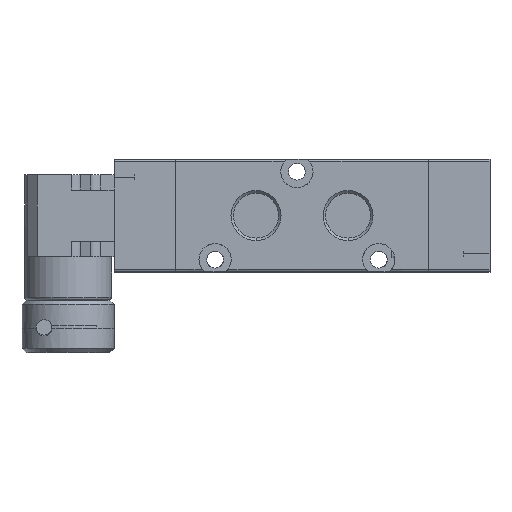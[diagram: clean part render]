
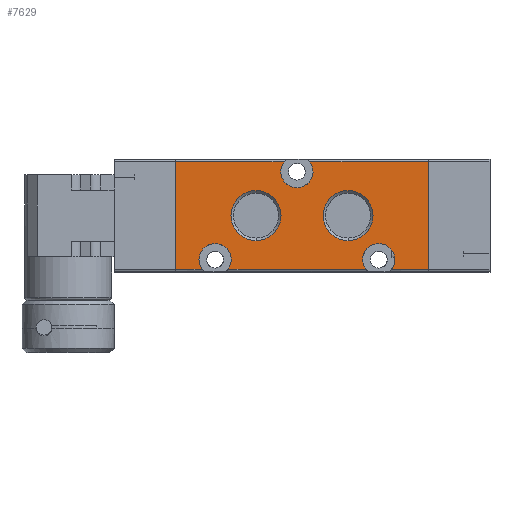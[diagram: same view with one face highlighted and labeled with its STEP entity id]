
A CAD part, top view. The second image highlights one B-rep face of the part: STEP entity #7629.
In plain terms, the highlighted planar face has unit normal (0, 0, 1).
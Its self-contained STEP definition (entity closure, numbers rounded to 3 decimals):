
#33 = DIRECTION ( 'NONE',  ( -1., 0., 0. ) ) ;
#82 = CARTESIAN_POINT ( 'NONE',  ( -23.579, 32.055, 28.156 ) ) ;
#90 = LINE ( 'NONE', #11828, #1931 ) ;
#92 = PLANE ( 'NONE',  #6088 ) ;
#158 = ORIENTED_EDGE ( 'NONE', *, *, #10253, .T. ) ;
#188 = DIRECTION ( 'NONE',  ( 0., -1., 0. ) ) ;
#216 = CARTESIAN_POINT ( 'NONE',  ( -23.579, 27.166, 28.156 ) ) ;
#231 = EDGE_CURVE ( 'NONE', #2170, #7013, #6573, .T. ) ;
#265 = CIRCLE ( 'NONE', #1163, 3.15 ) ;
#325 = AXIS2_PLACEMENT_3D ( 'NONE', #1798, #2803, #4644 ) ;
#417 = CARTESIAN_POINT ( 'NONE',  ( -41.579, 27.166, 28.156 ) ) ;
#418 = VERTEX_POINT ( 'NONE', #11854 ) ;
#660 = CARTESIAN_POINT ( 'NONE',  ( -31.066, 37.666, 28.156 ) ) ;
#663 = DIRECTION ( 'NONE',  ( 1., 0., 0. ) ) ;
#722 = ORIENTED_EDGE ( 'NONE', *, *, #11353, .T. ) ;
#824 = EDGE_LOOP ( 'NONE', ( #11713, #1049 ) ) ;
#851 = LINE ( 'NONE', #11955, #2561 ) ;
#882 = CARTESIAN_POINT ( 'NONE',  ( -57.329, 37.666, 28.156 ) ) ;
#961 = EDGE_CURVE ( 'NONE', #2748, #418, #10382, .T. ) ;
#971 = DIRECTION ( 'NONE',  ( 1., 0., 0. ) ) ;
#1049 = ORIENTED_EDGE ( 'NONE', *, *, #5810, .F. ) ;
#1163 = AXIS2_PLACEMENT_3D ( 'NONE', #11469, #3663, #663 ) ;
#1222 = DIRECTION ( 'NONE',  ( 0., 0., 1. ) ) ;
#1260 = VERTEX_POINT ( 'NONE', #8388 ) ;
#1488 = CARTESIAN_POINT ( 'NONE',  ( -51.619, 16.666, 28.156 ) ) ;
#1704 = VERTEX_POINT ( 'NONE', #660 ) ;
#1798 = CARTESIAN_POINT ( 'NONE',  ( -33.579, 35.766, 28.156 ) ) ;
#1913 = VERTEX_POINT ( 'NONE', #10688 ) ;
#1931 = VECTOR ( 'NONE', #971, 1000. ) ;
#1953 = CARTESIAN_POINT ( 'NONE',  ( -57.329, 37.666, 28.156 ) ) ;
#2012 = AXIS2_PLACEMENT_3D ( 'NONE', #7340, #2284, #7298 ) ;
#2049 = CARTESIAN_POINT ( 'NONE',  ( -57.329, 16.166, 28.156 ) ) ;
#2170 = VERTEX_POINT ( 'NONE', #8275 ) ;
#2258 = CARTESIAN_POINT ( 'NONE',  ( -57.329, 37.666, 28.156 ) ) ;
#2284 = DIRECTION ( 'NONE',  ( 0., 0., 1. ) ) ;
#2361 = ORIENTED_EDGE ( 'NONE', *, *, #961, .F. ) ;
#2400 = FACE_BOUND ( 'NONE', #10178, .T. ) ;
#2495 = AXIS2_PLACEMENT_3D ( 'NONE', #6805, #10766, #7790 ) ;
#2561 = VECTOR ( 'NONE', #10852, 1000. ) ;
#2585 = AXIS2_PLACEMENT_3D ( 'NONE', #10875, #6038, #188 ) ;
#2748 = VERTEX_POINT ( 'NONE', #11611 ) ;
#2803 = DIRECTION ( 'NONE',  ( 0., 0., -1. ) ) ;
#2823 = DIRECTION ( 'NONE',  ( 0., -1., 0. ) ) ;
#2843 = EDGE_CURVE ( 'NONE', #1704, #1260, #265, .T. ) ;
#3240 = AXIS2_PLACEMENT_3D ( 'NONE', #216, #6320, #5464 ) ;
#3314 = DIRECTION ( 'NONE',  ( 1., 0., 0. ) ) ;
#3453 = ORIENTED_EDGE ( 'NONE', *, *, #5543, .F. ) ;
#3602 = EDGE_LOOP ( 'NONE', ( #3989, #9427, #4025, #8292, #9324, #11322, #158, #10629, #9281, #722, #2361 ) ) ;
#3625 = DIRECTION ( 'NONE',  ( 0., 1., 0. ) ) ;
#3663 = DIRECTION ( 'NONE',  ( 0., 0., -1. ) ) ;
#3873 = VERTEX_POINT ( 'NONE', #11178 ) ;
#3963 = EDGE_CURVE ( 'NONE', #7118, #1704, #9167, .T. ) ;
#3989 = ORIENTED_EDGE ( 'NONE', *, *, #8874, .T. ) ;
#4025 = ORIENTED_EDGE ( 'NONE', *, *, #4257, .T. ) ;
#4054 = DIRECTION ( 'NONE',  ( 0., -1., 0. ) ) ;
#4068 = DIRECTION ( 'NONE',  ( 0., 0., -1. ) ) ;
#4257 = EDGE_CURVE ( 'NONE', #2170, #8390, #5113, .T. ) ;
#4367 = DIRECTION ( 'NONE',  ( -1., 0., 0. ) ) ;
#4404 = VECTOR ( 'NONE', #3314, 1000. ) ;
#4541 = AXIS2_PLACEMENT_3D ( 'NONE', #417, #11686, #2823 ) ;
#4644 = DIRECTION ( 'NONE',  ( 1., 0., 0. ) ) ;
#4659 = CIRCLE ( 'NONE', #5103, 4.889 ) ;
#4698 = EDGE_CURVE ( 'NONE', #1913, #8570, #5404, .T. ) ;
#4789 = VECTOR ( 'NONE', #3625, 1000. ) ;
#5103 = AXIS2_PLACEMENT_3D ( 'NONE', #7387, #1222, #4054 ) ;
#5113 = LINE ( 'NONE', #5765, #12167 ) ;
#5404 = LINE ( 'NONE', #10405, #4789 ) ;
#5464 = DIRECTION ( 'NONE',  ( 0., -1., 0. ) ) ;
#5543 = EDGE_CURVE ( 'NONE', #7503, #12206, #6507, .T. ) ;
#5765 = CARTESIAN_POINT ( 'NONE',  ( -19.619, 16.666, 28.156 ) ) ;
#5810 = EDGE_CURVE ( 'NONE', #8846, #5991, #4659, .T. ) ;
#5991 = VERTEX_POINT ( 'NONE', #11031 ) ;
#6038 = DIRECTION ( 'NONE',  ( 0., 0., 1. ) ) ;
#6040 = EDGE_CURVE ( 'NONE', #12206, #7503, #11684, .T. ) ;
#6088 = AXIS2_PLACEMENT_3D ( 'NONE', #2049, #4068, #12000 ) ;
#6320 = DIRECTION ( 'NONE',  ( 0., 0., 1. ) ) ;
#6507 = CIRCLE ( 'NONE', #4541, 4.889 ) ;
#6573 = CIRCLE ( 'NONE', #2495, 3.15 ) ;
#6604 = CIRCLE ( 'NONE', #325, 3.15 ) ;
#6685 = CARTESIAN_POINT ( 'NONE',  ( -20.091, 16.666, 28.156 ) ) ;
#6805 = CARTESIAN_POINT ( 'NONE',  ( -17.579, 18.566, 28.156 ) ) ;
#6860 = VECTOR ( 'NONE', #33, 1000. ) ;
#6927 = EDGE_CURVE ( 'NONE', #3873, #8570, #11517, .T. ) ;
#7013 = VERTEX_POINT ( 'NONE', #6685 ) ;
#7024 = FACE_BOUND ( 'NONE', #824, .T. ) ;
#7118 = VERTEX_POINT ( 'NONE', #8825 ) ;
#7298 = DIRECTION ( 'NONE',  ( 0., -1., 0. ) ) ;
#7340 = CARTESIAN_POINT ( 'NONE',  ( -41.579, 27.166, 28.156 ) ) ;
#7387 = CARTESIAN_POINT ( 'NONE',  ( -23.579, 27.166, 28.156 ) ) ;
#7503 = VERTEX_POINT ( 'NONE', #12734 ) ;
#7571 = EDGE_CURVE ( 'NONE', #8390, #7118, #851, .T. ) ;
#7629 = ADVANCED_FACE ( 'NONE', ( #2400, #7024, #12569 ), #92, .F. ) ;
#7790 = DIRECTION ( 'NONE',  ( 0., -1., 0. ) ) ;
#8177 = ORIENTED_EDGE ( 'NONE', *, *, #6040, .F. ) ;
#8275 = CARTESIAN_POINT ( 'NONE',  ( -15.066, 16.666, 28.156 ) ) ;
#8292 = ORIENTED_EDGE ( 'NONE', *, *, #7571, .T. ) ;
#8388 = CARTESIAN_POINT ( 'NONE',  ( -33.579, 32.616, 28.156 ) ) ;
#8390 = VERTEX_POINT ( 'NONE', #9512 ) ;
#8570 = VERTEX_POINT ( 'NONE', #882 ) ;
#8825 = CARTESIAN_POINT ( 'NONE',  ( -7.829, 37.666, 28.156 ) ) ;
#8837 = CARTESIAN_POINT ( 'NONE',  ( -41.579, 22.277, 28.156 ) ) ;
#8846 = VERTEX_POINT ( 'NONE', #82 ) ;
#8874 = EDGE_CURVE ( 'NONE', #2748, #7013, #90, .T. ) ;
#9167 = LINE ( 'NONE', #1953, #6860 ) ;
#9281 = ORIENTED_EDGE ( 'NONE', *, *, #4698, .F. ) ;
#9318 = LINE ( 'NONE', #1488, #4404 ) ;
#9324 = ORIENTED_EDGE ( 'NONE', *, *, #3963, .T. ) ;
#9427 = ORIENTED_EDGE ( 'NONE', *, *, #231, .F. ) ;
#9512 = CARTESIAN_POINT ( 'NONE',  ( -7.829, 16.666, 28.156 ) ) ;
#9534 = CIRCLE ( 'NONE', #3240, 4.889 ) ;
#9835 = VECTOR ( 'NONE', #4367, 1000. ) ;
#10178 = EDGE_LOOP ( 'NONE', ( #8177, #3453 ) ) ;
#10253 = EDGE_CURVE ( 'NONE', #1260, #3873, #6604, .T. ) ;
#10382 = CIRCLE ( 'NONE', #2585, 3.15 ) ;
#10405 = CARTESIAN_POINT ( 'NONE',  ( -57.329, 16.166, 28.156 ) ) ;
#10629 = ORIENTED_EDGE ( 'NONE', *, *, #6927, .T. ) ;
#10688 = CARTESIAN_POINT ( 'NONE',  ( -57.329, 16.666, 28.156 ) ) ;
#10766 = DIRECTION ( 'NONE',  ( 0., 0., 1. ) ) ;
#10852 = DIRECTION ( 'NONE',  ( 0., 1., 0. ) ) ;
#10875 = CARTESIAN_POINT ( 'NONE',  ( -49.579, 18.566, 28.156 ) ) ;
#11031 = CARTESIAN_POINT ( 'NONE',  ( -23.579, 22.277, 28.156 ) ) ;
#11178 = CARTESIAN_POINT ( 'NONE',  ( -36.091, 37.666, 28.156 ) ) ;
#11322 = ORIENTED_EDGE ( 'NONE', *, *, #2843, .T. ) ;
#11353 = EDGE_CURVE ( 'NONE', #1913, #418, #9318, .T. ) ;
#11469 = CARTESIAN_POINT ( 'NONE',  ( -33.579, 35.766, 28.156 ) ) ;
#11517 = LINE ( 'NONE', #2258, #9835 ) ;
#11611 = CARTESIAN_POINT ( 'NONE',  ( -47.066, 16.666, 28.156 ) ) ;
#11684 = CIRCLE ( 'NONE', #2012, 4.889 ) ;
#11686 = DIRECTION ( 'NONE',  ( 0., 0., 1. ) ) ;
#11713 = ORIENTED_EDGE ( 'NONE', *, *, #11779, .F. ) ;
#11779 = EDGE_CURVE ( 'NONE', #5991, #8846, #9534, .T. ) ;
#11828 = CARTESIAN_POINT ( 'NONE',  ( -19.619, 16.666, 28.156 ) ) ;
#11854 = CARTESIAN_POINT ( 'NONE',  ( -52.091, 16.666, 28.156 ) ) ;
#11955 = CARTESIAN_POINT ( 'NONE',  ( -7.829, 16.166, 28.156 ) ) ;
#12000 = DIRECTION ( 'NONE',  ( 1., 0., 0. ) ) ;
#12167 = VECTOR ( 'NONE', #12646, 1000. ) ;
#12206 = VERTEX_POINT ( 'NONE', #8837 ) ;
#12569 = FACE_OUTER_BOUND ( 'NONE', #3602, .T. ) ;
#12646 = DIRECTION ( 'NONE',  ( 1., 0., 0. ) ) ;
#12734 = CARTESIAN_POINT ( 'NONE',  ( -41.579, 32.055, 28.156 ) ) ;
